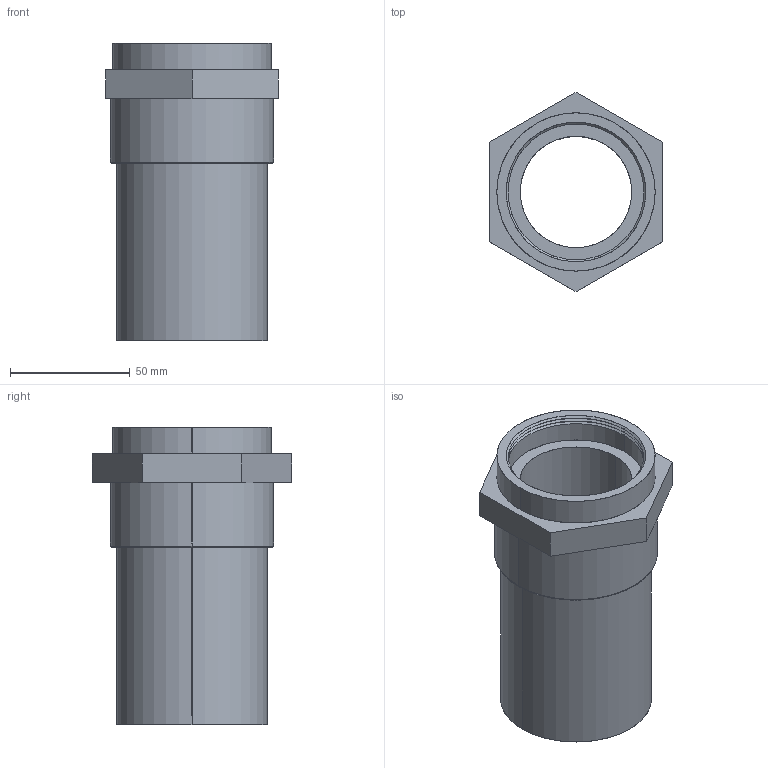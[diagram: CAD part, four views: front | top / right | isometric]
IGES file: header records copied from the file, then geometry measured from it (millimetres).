
Start section: SolidWorks IGES file using analytic representation for surfaces
Global section: file name: Transition Adaptor Pe-Brass Female_001 117 6206 0063.igs; native system: SolidWorks 2019; preprocessor: SolidWorks 2019; author: b.celik; date: 191226.123626; units: millimetre
Bounding box: 72 x 83.14 x 124 mm (x, y, z)
Surface area: 50456.7 mm2 (no closed solid volume)
Topology: 0 solids, 0 shells, 38 faces, 780 edges, 780 vertices
Faces by surface type: revolution 24, bspline 14
